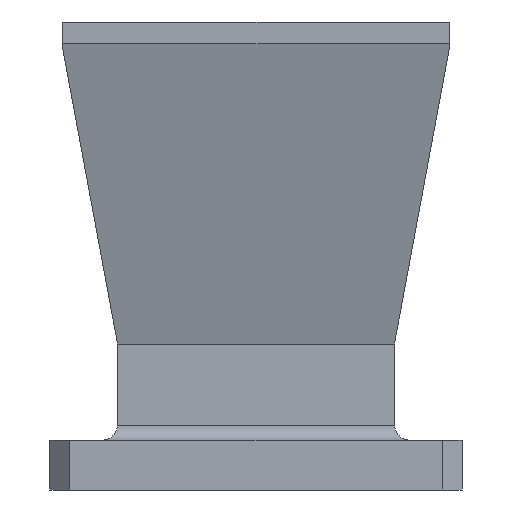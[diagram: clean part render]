
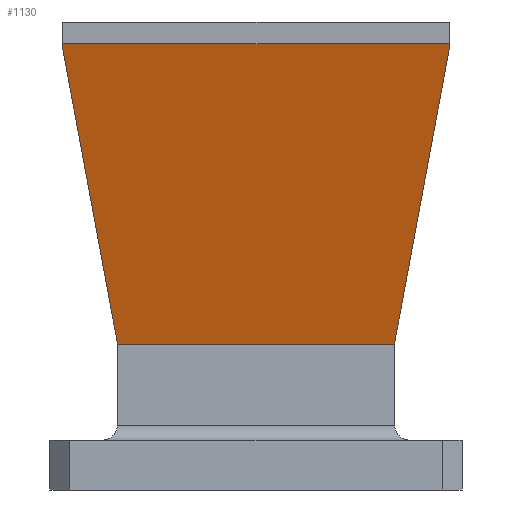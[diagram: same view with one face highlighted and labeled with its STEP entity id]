
A CAD part, left-side view. The second image highlights one B-rep face of the part: STEP entity #1130.
In plain terms, the highlighted planar face has unit normal (-0.964, 0, -0.267).
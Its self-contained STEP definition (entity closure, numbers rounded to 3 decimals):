
#17 = DIRECTION ( 'NONE',  ( -0.263, 0.176, 0.949 ) ) ;
#21 = ORIENTED_EDGE ( 'NONE', *, *, #771, .F. ) ;
#23 = VECTOR ( 'NONE', #982, 1000. ) ;
#35 = ORIENTED_EDGE ( 'NONE', *, *, #222, .F. ) ;
#49 = LINE ( 'NONE', #491, #359 ) ;
#51 = VERTEX_POINT ( 'NONE', #1224 ) ;
#63 = LINE ( 'NONE', #841, #219 ) ;
#107 = EDGE_CURVE ( 'NONE', #1391, #805, #722, .T. ) ;
#141 = CARTESIAN_POINT ( 'NONE',  ( -7.61, 13.93, 49.77 ) ) ;
#189 = CARTESIAN_POINT ( 'NONE',  ( -7.58, 0., 49.66 ) ) ;
#219 = VECTOR ( 'NONE', #1185, 1000. ) ;
#222 = EDGE_CURVE ( 'NONE', #347, #1368, #867, .T. ) ;
#261 = DIRECTION ( 'NONE',  ( -0.267, 0., 0.964 ) ) ;
#291 = VECTOR ( 'NONE', #17, 1000. ) ;
#311 = CARTESIAN_POINT ( 'NONE',  ( -7.61, 13.93, 49.77 ) ) ;
#331 = ORIENTED_EDGE ( 'NONE', *, *, #1118, .F. ) ;
#347 = VERTEX_POINT ( 'NONE', #1139 ) ;
#359 = VECTOR ( 'NONE', #808, 1000. ) ;
#369 = CARTESIAN_POINT ( 'NONE',  ( -7.58, 13.93, 49.66 ) ) ;
#386 = PLANE ( 'NONE',  #401 ) ;
#392 = ORIENTED_EDGE ( 'NONE', *, *, #962, .F. ) ;
#401 = AXIS2_PLACEMENT_3D ( 'NONE', #1059, #1158, #936 ) ;
#412 = DIRECTION ( 'NONE',  ( 0.267, 0., -0.964 ) ) ;
#428 = CARTESIAN_POINT ( 'NONE',  ( -7.58, -13.93, 49.66 ) ) ;
#441 = VECTOR ( 'NONE', #1045, 1000. ) ;
#478 = ORIENTED_EDGE ( 'NONE', *, *, #844, .T. ) ;
#491 = CARTESIAN_POINT ( 'NONE',  ( -15.939, -19.416, 79.838 ) ) ;
#496 = VERTEX_POINT ( 'NONE', #311 ) ;
#503 = FACE_OUTER_BOUND ( 'NONE', #1226, .T. ) ;
#506 = CARTESIAN_POINT ( 'NONE',  ( -11.922, 19.416, 65.335 ) ) ;
#532 = VECTOR ( 'NONE', #927, 1000. ) ;
#553 = VECTOR ( 'NONE', #412, 1000. ) ;
#592 = ORIENTED_EDGE ( 'NONE', *, *, #107, .T. ) ;
#717 = ORIENTED_EDGE ( 'NONE', *, *, #1160, .F. ) ;
#722 = LINE ( 'NONE', #506, #553 ) ;
#753 = EDGE_CURVE ( 'NONE', #51, #1391, #49, .T. ) ;
#771 = EDGE_CURVE ( 'NONE', #918, #347, #1382, .T. ) ;
#774 = LINE ( 'NONE', #141, #291 ) ;
#805 = VERTEX_POINT ( 'NONE', #1136 ) ;
#808 = DIRECTION ( 'NONE',  ( 0., 1., 0. ) ) ;
#841 = CARTESIAN_POINT ( 'NONE',  ( -11.922, -19.416, 65.335 ) ) ;
#844 = EDGE_CURVE ( 'NONE', #918, #51, #63, .T. ) ;
#867 = LINE ( 'NONE', #1090, #23 ) ;
#918 = VERTEX_POINT ( 'NONE', #1200 ) ;
#923 = CARTESIAN_POINT ( 'NONE',  ( -7.58, 13.93, 49.66 ) ) ;
#927 = DIRECTION ( 'NONE',  ( 0.263, 0.176, -0.949 ) ) ;
#936 = DIRECTION ( 'NONE',  ( -0.267, 0., 0.964 ) ) ;
#944 = LINE ( 'NONE', #189, #441 ) ;
#959 = VERTEX_POINT ( 'NONE', #369 ) ;
#962 = EDGE_CURVE ( 'NONE', #496, #805, #774, .T. ) ;
#982 = DIRECTION ( 'NONE',  ( 0.267, 0., -0.964 ) ) ;
#993 = ORIENTED_EDGE ( 'NONE', *, *, #753, .T. ) ;
#1045 = DIRECTION ( 'NONE',  ( 0., 1., 0. ) ) ;
#1059 = CARTESIAN_POINT ( 'NONE',  ( -11.922, 0., 65.335 ) ) ;
#1090 = CARTESIAN_POINT ( 'NONE',  ( -7.61, -13.93, 49.77 ) ) ;
#1118 = EDGE_CURVE ( 'NONE', #959, #496, #1405, .T. ) ;
#1130 = ADVANCED_FACE ( 'NONE', ( #503 ), #386, .T. ) ;
#1136 = CARTESIAN_POINT ( 'NONE',  ( -15.793, 19.416, 79.312 ) ) ;
#1139 = CARTESIAN_POINT ( 'NONE',  ( -7.61, -13.93, 49.77 ) ) ;
#1158 = DIRECTION ( 'NONE',  ( -0.964, 0., -0.267 ) ) ;
#1160 = EDGE_CURVE ( 'NONE', #1368, #959, #944, .T. ) ;
#1185 = DIRECTION ( 'NONE',  ( -0.267, 0., 0.964 ) ) ;
#1200 = CARTESIAN_POINT ( 'NONE',  ( -15.793, -19.416, 79.312 ) ) ;
#1218 = VECTOR ( 'NONE', #261, 1000. ) ;
#1224 = CARTESIAN_POINT ( 'NONE',  ( -15.939, -19.416, 79.838 ) ) ;
#1226 = EDGE_LOOP ( 'NONE', ( #21, #478, #993, #592, #392, #331, #717, #35 ) ) ;
#1278 = CARTESIAN_POINT ( 'NONE',  ( -15.793, -19.416, 79.312 ) ) ;
#1368 = VERTEX_POINT ( 'NONE', #428 ) ;
#1382 = LINE ( 'NONE', #1278, #532 ) ;
#1391 = VERTEX_POINT ( 'NONE', #1462 ) ;
#1405 = LINE ( 'NONE', #923, #1218 ) ;
#1462 = CARTESIAN_POINT ( 'NONE',  ( -15.939, 19.416, 79.838 ) ) ;
